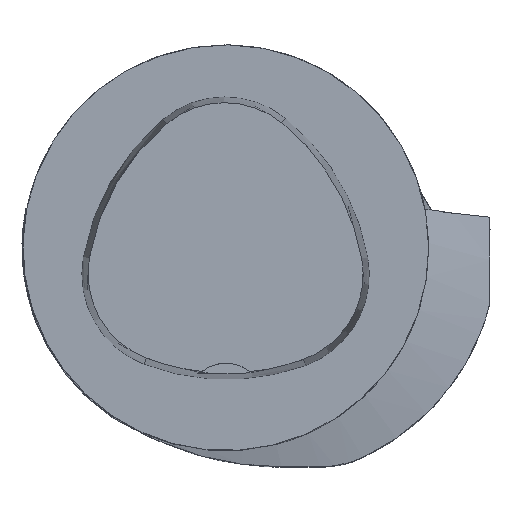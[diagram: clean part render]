
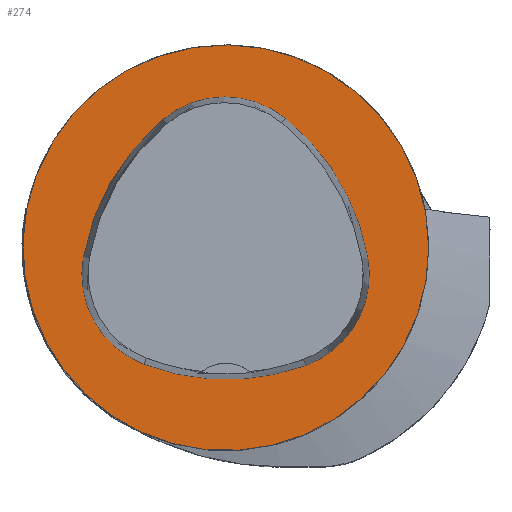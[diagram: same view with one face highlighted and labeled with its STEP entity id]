
A CAD part, top view. The second image highlights one B-rep face of the part: STEP entity #274.
In plain terms, the highlighted planar face has unit normal (0, 0, 1).
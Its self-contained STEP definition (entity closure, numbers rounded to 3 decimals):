
#274=ADVANCED_FACE('',(#686,#687),#349,.T.);
#349=PLANE('',#1883);
#686=FACE_BOUND('',#731,.T.);
#687=FACE_BOUND('',#732,.T.);
#731=EDGE_LOOP('',(#997,#998,#999,#1000,#1001,#1002));
#732=EDGE_LOOP('',(#1003));
#997=ORIENTED_EDGE('',*,*,#1567,.F.);
#998=ORIENTED_EDGE('',*,*,#1562,.F.);
#999=ORIENTED_EDGE('',*,*,#1557,.F.);
#1000=ORIENTED_EDGE('',*,*,#1554,.F.);
#1001=ORIENTED_EDGE('',*,*,#1551,.F.);
#1002=ORIENTED_EDGE('',*,*,#1547,.F.);
#1003=ORIENTED_EDGE('',*,*,#1538,.T.);
#1354=VERTEX_POINT('',#2800);
#1363=VERTEX_POINT('',#2819);
#1364=VERTEX_POINT('',#2820);
#1367=VERTEX_POINT('',#2828);
#1369=VERTEX_POINT('',#2834);
#1371=VERTEX_POINT('',#2840);
#1375=VERTEX_POINT('',#2853);
#1538=EDGE_CURVE('',#1354,#1354,#1685,.T.);
#1547=EDGE_CURVE('',#1363,#1364,#1686,.T.);
#1551=EDGE_CURVE('',#1364,#1367,#1688,.T.);
#1554=EDGE_CURVE('',#1367,#1369,#1690,.T.);
#1557=EDGE_CURVE('',#1369,#1371,#1692,.T.);
#1562=EDGE_CURVE('',#1371,#1375,#1695,.T.);
#1567=EDGE_CURVE('',#1375,#1363,#1698,.T.);
#1685=CIRCLE('',#1855,31.5);
#1686=CIRCLE('',#1861,36.);
#1688=CIRCLE('',#1864,15.);
#1690=CIRCLE('',#1867,36.);
#1692=CIRCLE('',#1870,15.);
#1695=CIRCLE('',#1874,36.);
#1698=CIRCLE('',#1878,15.);
#1855=AXIS2_PLACEMENT_3D('',#2799,#2154,#2155);
#1861=AXIS2_PLACEMENT_3D('',#2818,#2170,#2171);
#1864=AXIS2_PLACEMENT_3D('',#2827,#2178,#2179);
#1867=AXIS2_PLACEMENT_3D('',#2833,#2185,#2186);
#1870=AXIS2_PLACEMENT_3D('',#2839,#2192,#2193);
#1874=AXIS2_PLACEMENT_3D('',#2852,#2201,#2202);
#1878=AXIS2_PLACEMENT_3D('',#2865,#2210,#2211);
#1883=AXIS2_PLACEMENT_3D('',#2870,#2220,#2221);
#2154=DIRECTION('',(0.,0.,1.));
#2155=DIRECTION('',(1.,0.,0.));
#2170=DIRECTION('',(0.,0.,1.));
#2171=DIRECTION('',(1.,0.,0.));
#2178=DIRECTION('',(0.,0.,1.));
#2179=DIRECTION('',(1.,0.,0.));
#2185=DIRECTION('',(0.,0.,1.));
#2186=DIRECTION('',(1.,0.,0.));
#2192=DIRECTION('',(0.,0.,1.));
#2193=DIRECTION('',(1.,0.,0.));
#2201=DIRECTION('',(0.,0.,1.));
#2202=DIRECTION('',(1.,0.,0.));
#2210=DIRECTION('',(0.,0.,1.));
#2211=DIRECTION('',(1.,0.,0.));
#2220=DIRECTION('',(0.,0.,1.));
#2221=DIRECTION('',(-1.,0.,0.));
#2799=CARTESIAN_POINT('',(0.,0.,0.));
#2800=CARTESIAN_POINT('',(31.5,0.,0.));
#2818=CARTESIAN_POINT('',(-13.398,-7.893,0.));
#2819=CARTESIAN_POINT('',(22.041,-1.562,0.));
#2820=CARTESIAN_POINT('',(9.317,20.036,0.));
#2827=CARTESIAN_POINT('',(-0.148,8.399,0.));
#2828=CARTESIAN_POINT('',(-9.779,19.898,0.));
#2833=CARTESIAN_POINT('',(13.337,-7.7,0.));
#2834=CARTESIAN_POINT('',(-22.122,-1.48,0.));
#2839=CARTESIAN_POINT('',(-7.347,-4.071,0.));
#2840=CARTESIAN_POINT('',(-12.693,-18.087,0.));
#2852=CARTESIAN_POINT('',(0.137,15.55,0.));
#2853=CARTESIAN_POINT('',(12.373,-18.307,0.));
#2865=CARTESIAN_POINT('',(7.275,-4.2,0.));
#2870=CARTESIAN_POINT('',(0.,0.,0.));
